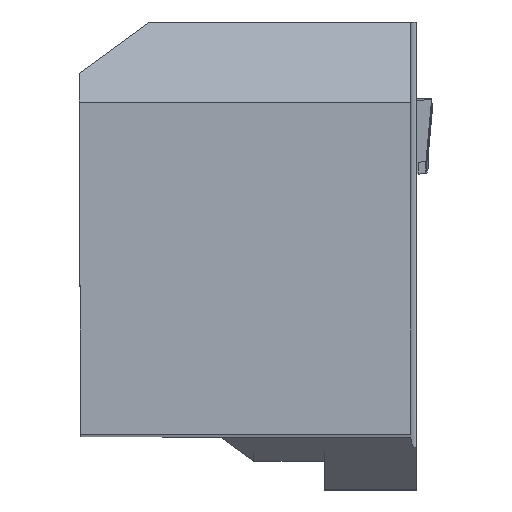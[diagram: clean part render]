
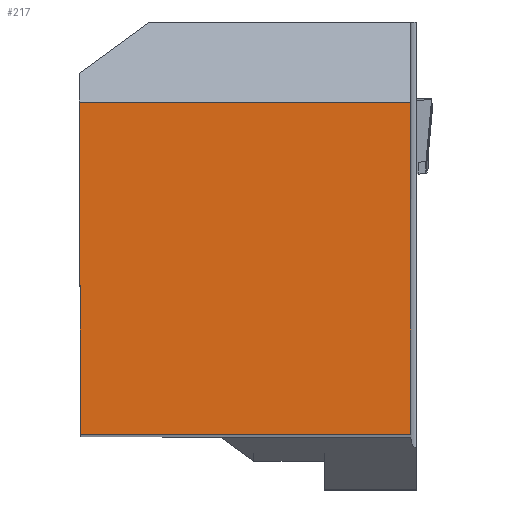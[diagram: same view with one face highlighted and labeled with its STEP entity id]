
A CAD part, top view. The second image highlights one B-rep face of the part: STEP entity #217.
In plain terms, the highlighted planar face has unit normal (0, 0, 1).
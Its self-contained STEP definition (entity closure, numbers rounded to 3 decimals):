
#217=ADVANCED_FACE('',(#342),#295,.T.);
#295=PLANE('',#1645);
#342=FACE_OUTER_BOUND('',#421,.T.);
#421=EDGE_LOOP('',(#573,#574,#575,#576));
#573=ORIENTED_EDGE('',*,*,#1151,.T.);
#574=ORIENTED_EDGE('',*,*,#1152,.T.);
#575=ORIENTED_EDGE('',*,*,#1153,.F.);
#576=ORIENTED_EDGE('',*,*,#1150,.F.);
#995=VERTEX_POINT('',#2137);
#998=VERTEX_POINT('',#2143);
#999=VERTEX_POINT('',#2147);
#1000=VERTEX_POINT('',#2149);
#1150=EDGE_CURVE('',#998,#995,#1365,.T.);
#1151=EDGE_CURVE('',#998,#999,#1366,.T.);
#1152=EDGE_CURVE('',#999,#1000,#1367,.T.);
#1153=EDGE_CURVE('',#995,#1000,#1368,.T.);
#1365=LINE('',#2144,#1489);
#1366=LINE('',#2146,#1490);
#1367=LINE('',#2148,#1491);
#1368=LINE('',#2150,#1492);
#1489=VECTOR('',#1798,1.);
#1490=VECTOR('',#1801,1.);
#1491=VECTOR('',#1802,1.);
#1492=VECTOR('',#1803,1.);
#1645=AXIS2_PLACEMENT_3D('',#2151,#1804,#1805);
#1798=DIRECTION('',(0.,-1.,0.));
#1801=DIRECTION('',(-1.,0.,0.));
#1802=DIRECTION('',(0.004,-1.,0.));
#1803=DIRECTION('',(-1.,0.,0.));
#1804=DIRECTION('',(0.,0.,1.));
#1805=DIRECTION('',(-1.,0.,0.));
#2137=CARTESIAN_POINT('',(39.85,0.,0.));
#2143=CARTESIAN_POINT('',(39.85,39.85,0.));
#2144=CARTESIAN_POINT('',(39.85,100.,0.));
#2146=CARTESIAN_POINT('',(139.85,39.85,0.));
#2147=CARTESIAN_POINT('',(0.,39.85,0.));
#2148=CARTESIAN_POINT('',(-0.262,99.825,0.));
#2149=CARTESIAN_POINT('',(0.174,0.,0.));
#2150=CARTESIAN_POINT('',(139.85,0.,0.));
#2151=CARTESIAN_POINT('',(39.85,100.,0.));
